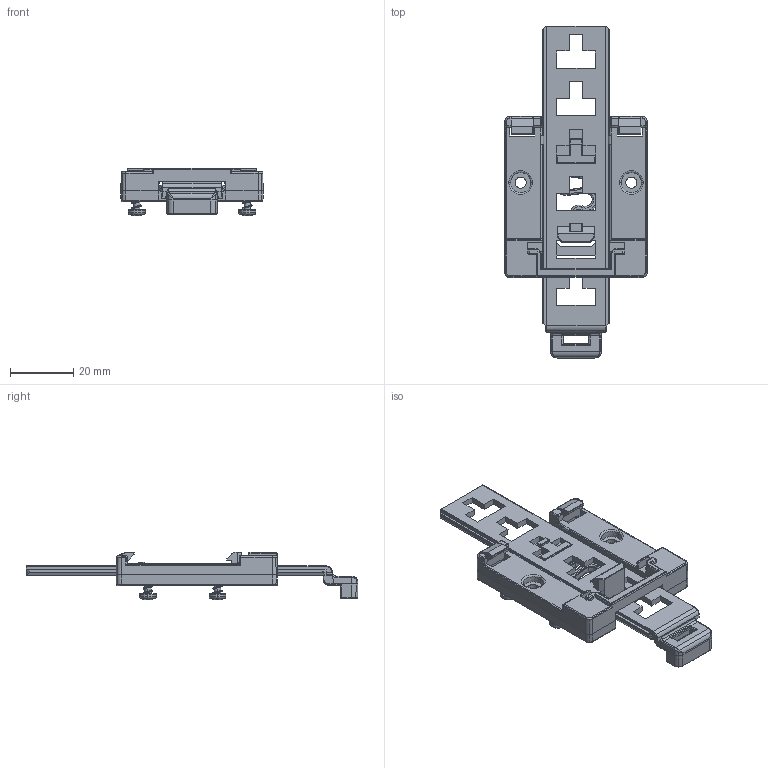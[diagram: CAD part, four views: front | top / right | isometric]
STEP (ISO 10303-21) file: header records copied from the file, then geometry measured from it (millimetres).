
FILE_DESCRIPTION(('STEP AP214'),'1');
FILE_NAME('22035000.stp','2019-03-21T23:01:03',('TraceParts'),('TraceParts S.A.'),'Spatial InterOp 3D',' ',' ');
FILE_SCHEMA(('automotive_design'));
Length unit declared in the file: millimetre
Products named in the file (6): 22035000_1; 22035000_2; 22035000_3; 22035000_4; 22035000_5; 22035000_6
Bounding box: 45 x 105 x 15.15 mm (x, y, z)
Volume: 12630.3 mm3; surface area: 14377.1 mm2
Topology: 6 solids, 6 shells, 1547 faces, 3972 edges, 2435 vertices
Faces by surface type: cylinder 748, plane 432, torus 162, cone 72, sphere 70, bspline 63
Entity records: 99658 total; most frequent: CARTESIAN_POINT 49449, DIRECTION 8143, ORIENTED_EDGE 7922, EDGE_CURVE 3961, AXIS2_PLACEMENT_3D 3141, VERTEX_POINT 2435, LINE 1861, VECTOR 1861
